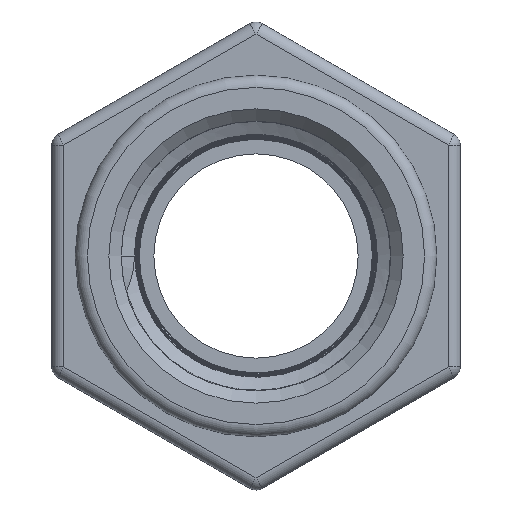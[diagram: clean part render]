
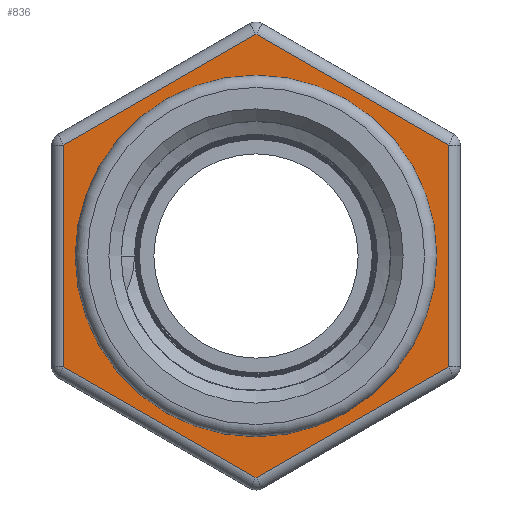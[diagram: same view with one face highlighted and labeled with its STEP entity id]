
A CAD part, left-side view. The second image highlights one B-rep face of the part: STEP entity #836.
In plain terms, the highlighted planar face has unit normal (-1, 0, 0).
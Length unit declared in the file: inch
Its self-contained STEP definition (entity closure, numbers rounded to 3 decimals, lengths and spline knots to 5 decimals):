
#53=LINE($,#1909,#95);
#55=LINE($,#1916,#97);
#56=LINE($,#1923,#98);
#57=LINE($,#1929,#99);
#58=LINE($,#1935,#100);
#60=LINE($,#1943,#102);
#95=VECTOR($,#1108,1.08542);
#97=VECTOR($,#1116,1.08542);
#98=VECTOR($,#1127,1.08542);
#99=VECTOR($,#1136,1.08542);
#100=VECTOR($,#1145,1.08542);
#102=VECTOR($,#1155,1.08542);
#146=PLANE($,#946);
#187=FACE_BOUND($,#300,.T.);
#188=FACE_BOUND($,#301,.T.);
#300=EDGE_LOOP($,(#708));
#301=EDGE_LOOP($,(#709,#710,#711,#712,#713,#714));
#335=CIRCLE($,#872,0.885);
#393=VERTEX_POINT($,#1810);
#422=VERTEX_POINT($,#1906);
#423=VERTEX_POINT($,#1908);
#425=VERTEX_POINT($,#1915);
#426=VERTEX_POINT($,#1922);
#427=VERTEX_POINT($,#1928);
#428=VERTEX_POINT($,#1934);
#460=EDGE_CURVE($,#393,#393,#335,.T.);
#507=EDGE_CURVE($,#422,#423,#53,.T.);
#511=EDGE_CURVE($,#423,#425,#55,.T.);
#515=EDGE_CURVE($,#425,#426,#56,.T.);
#518=EDGE_CURVE($,#426,#427,#57,.T.);
#521=EDGE_CURVE($,#427,#428,#58,.T.);
#525=EDGE_CURVE($,#428,#422,#60,.T.);
#708=ORIENTED_EDGE($,*,*,#460,.T.);
#709=ORIENTED_EDGE($,*,*,#507,.F.);
#710=ORIENTED_EDGE($,*,*,#525,.F.);
#711=ORIENTED_EDGE($,*,*,#521,.F.);
#712=ORIENTED_EDGE($,*,*,#518,.F.);
#713=ORIENTED_EDGE($,*,*,#515,.F.);
#714=ORIENTED_EDGE($,*,*,#511,.F.);
#836=ADVANCED_FACE($,(#187,#188),#146,.T.);
#872=AXIS2_PLACEMENT_3D($,#1811,#994,#995);
#946=AXIS2_PLACEMENT_3D($,#1957,#1176,#1177);
#994=DIRECTION('center_axis',(1.,0.,0.));
#995=DIRECTION('ref_axis',(0.,1.,0.));
#1108=DIRECTION($,(0.,0.,-1.));
#1116=DIRECTION($,(0.,0.866,-0.5));
#1127=DIRECTION($,(0.,0.866,0.5));
#1136=DIRECTION($,(0.,0.,1.));
#1145=DIRECTION($,(0.,-0.866,0.5));
#1155=DIRECTION($,(0.,-0.866,-0.5));
#1176=DIRECTION('center_axis',(-1.,0.,0.));
#1177=DIRECTION('ref_axis',(0.,0.,1.));
#1810=CARTESIAN_POINT('',(0.13,0.885,0.));
#1811=CARTESIAN_POINT('Origin',(0.13,0.,0.));
#1906=CARTESIAN_POINT('',(0.13,-0.94,0.54271));
#1908=CARTESIAN_POINT('',(0.13,-0.94,-0.54271));
#1909=CARTESIAN_POINT($,(0.13,-0.94,-0.28868));
#1915=CARTESIAN_POINT('',(0.13,0.,-1.08542));
#1916=CARTESIAN_POINT($,(0.13,0.13344,-1.16246));
#1922=CARTESIAN_POINT('',(0.13,0.94,-0.54271));
#1923=CARTESIAN_POINT($,(0.13,1.07344,-0.46567));
#1928=CARTESIAN_POINT('',(0.13,0.94,0.54271));
#1929=CARTESIAN_POINT($,(0.13,0.94,0.28868));
#1934=CARTESIAN_POINT('',(0.13,0.,1.08542));
#1935=CARTESIAN_POINT($,(0.13,0.57344,0.75434));
#1943=CARTESIAN_POINT($,(0.13,-0.36656,0.87378));
#1957=CARTESIAN_POINT('Origin',(0.13,0.9425,0.));
